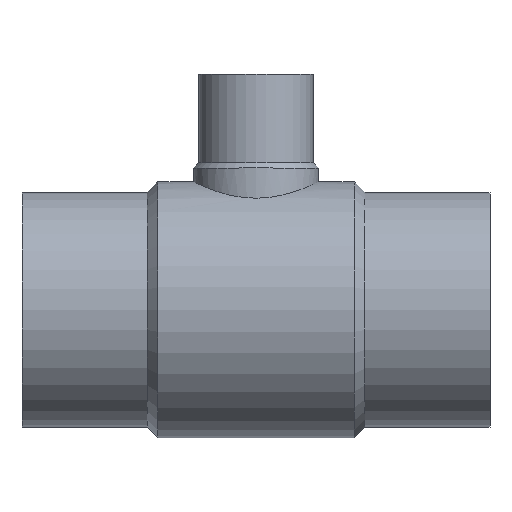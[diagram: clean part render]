
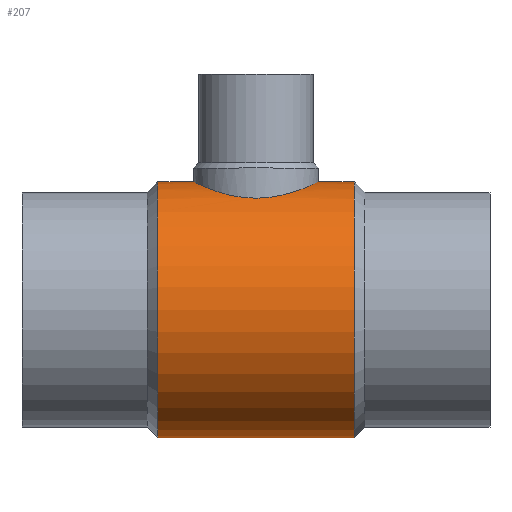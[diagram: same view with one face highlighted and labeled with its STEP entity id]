
A CAD part, top view. The second image highlights one B-rep face of the part: STEP entity #207.
In plain terms, the highlighted cylindrical face has radius 122.75 mm (diameter 245.5 mm), a partial arc.
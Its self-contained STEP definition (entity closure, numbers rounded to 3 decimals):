
#133 = VERTEX_POINT( '', #361 );
#161 = EDGE_CURVE( '', #133, #273, #390, .T. );
#173 = EDGE_CURVE( '', #285, #273, #402, .T. );
#181 = EDGE_CURVE( '', #241, #133, #410, .T. );
#193 = EDGE_CURVE( '', #225, #213, #423, .T. );
#207 = ADVANCED_FACE( '', ( #439 ), #440, .T. );
#213 = VERTEX_POINT( '', #446 );
#221 = EDGE_CURVE( '', #213, #241, #455, .T. );
#225 = VERTEX_POINT( '', #459 );
#241 = VERTEX_POINT( '', #476 );
#265 = EDGE_CURVE( '', #285, #225, #503, .T. );
#273 = VERTEX_POINT( '', #512 );
#285 = VERTEX_POINT( '', #526 );
#361 = CARTESIAN_POINT( '', ( -284.5, 122.75, 0. ) );
#390 = LINE( '', #714, #715 );
#402 = CIRCLE( '', #730, 122.75 );
#410 = B_SPLINE_CURVE_WITH_KNOTS( '', 3, ( #740, #741, #742, #743, #744, #745, #746, #747, #748, #749, #750, #751, #752, #753, #754, #755, #756, #757, #758, #759, #760, #761, #762, #763, #764, #765, #766, #767, #768, #769, #770, #771, #772, #773, #774, #775, #776, #777, #778, #779, #780, #781, #782, #783, #784, #785, #786, #787, #788, #789, #790, #791, #792, #793, #794, #795, #796, #797, #798, #799, #800, #801, #802, #803, #804, #805 ), .UNSPECIFIED., .F., .F., ( 4, 2, 2, 2, 2, 2, 2, 2, 2, 2, 2, 2, 2, 2, 2, 2, 2, 2, 2, 2, 2, 2, 2, 2, 2, 2, 2, 2, 2, 2, 2, 2, 4 ), ( 92.16, 97.913, 103.666, 109.419, 115.172, 120.924, 126.677, 132.43, 138.183, 143.95, 149.717, 155.484, 161.252, 167.019, 172.786, 178.553, 184.32, 190.087, 195.854, 201.621, 207.388, 213.155, 218.922, 224.689, 230.457, 236.209, 241.962, 247.715, 253.468, 259.221, 264.974, 270.727, 276.48 ), .UNSPECIFIED. );
#423 = CIRCLE( '', #822, 122.75 );
#439 = FACE_OUTER_BOUND( '', #877, .T. );
#440 = CYLINDRICAL_SURFACE( '', #878, 122.75 );
#446 = CARTESIAN_POINT( '', ( -130.25, 122.75, 0. ) );
#455 = LINE( '', #898, #899 );
#459 = CARTESIAN_POINT( '', ( -130.25, -122.75, 0. ) );
#476 = CARTESIAN_POINT( '', ( -164.5, 122.75, 0. ) );
#503 = LINE( '', #991, #992 );
#512 = CARTESIAN_POINT( '', ( -318.75, 122.75, 0. ) );
#526 = CARTESIAN_POINT( '', ( -318.75, -122.75, 0. ) );
#714 = CARTESIAN_POINT( '', ( -224.5, 122.75, 0. ) );
#715 = VECTOR( '', #1206, 1. );
#730 = AXIS2_PLACEMENT_3D( '', #1213, #1214, #1215 );
#740 = CARTESIAN_POINT( '', ( -164.5, 122.75, 0. ) );
#741 = CARTESIAN_POINT( '', ( -164.5, 122.75, 1.918 ) );
#742 = CARTESIAN_POINT( '', ( -164.592, 122.705, 3.863 ) );
#743 = CARTESIAN_POINT( '', ( -164.973, 122.519, 7.771 ) );
#744 = CARTESIAN_POINT( '', ( -165.261, 122.379, 9.734 ) );
#745 = CARTESIAN_POINT( '', ( -166.037, 122.006, 13.638 ) );
#746 = CARTESIAN_POINT( '', ( -166.524, 121.773, 15.581 ) );
#747 = CARTESIAN_POINT( '', ( -167.691, 121.221, 19.411 ) );
#748 = CARTESIAN_POINT( '', ( -168.372, 120.903, 21.298 ) );
#749 = CARTESIAN_POINT( '', ( -169.913, 120.195, 24.985 ) );
#750 = CARTESIAN_POINT( '', ( -170.775, 119.805, 26.787 ) );
#751 = CARTESIAN_POINT( '', ( -172.662, 118.971, 30.279 ) );
#752 = CARTESIAN_POINT( '', ( -173.688, 118.526, 31.969 ) );
#753 = CARTESIAN_POINT( '', ( -175.879, 117.603, 35.212 ) );
#754 = CARTESIAN_POINT( '', ( -177.045, 117.125, 36.765 ) );
#755 = CARTESIAN_POINT( '', ( -179.486, 116.158, 39.717 ) );
#756 = CARTESIAN_POINT( '', ( -180.761, 115.668, 41.114 ) );
#757 = CARTESIAN_POINT( '', ( -183.389, 114.7, 43.742 ) );
#758 = CARTESIAN_POINT( '', ( -184.789, 114.204, 45.019 ) );
#759 = CARTESIAN_POINT( '', ( -187.743, 113.211, 47.462 ) );
#760 = CARTESIAN_POINT( '', ( -189.297, 112.714, 48.627 ) );
#761 = CARTESIAN_POINT( '', ( -192.54, 111.743, 50.817 ) );
#762 = CARTESIAN_POINT( '', ( -194.229, 111.27, 51.842 ) );
#763 = CARTESIAN_POINT( '', ( -197.717, 110.372, 53.727 ) );
#764 = CARTESIAN_POINT( '', ( -199.516, 109.948, 54.587 ) );
#765 = CARTESIAN_POINT( '', ( -203.199, 109.17, 56.127 ) );
#766 = CARTESIAN_POINT( '', ( -205.084, 108.816, 56.807 ) );
#767 = CARTESIAN_POINT( '', ( -208.91, 108.199, 57.974 ) );
#768 = CARTESIAN_POINT( '', ( -210.85, 107.936, 58.461 ) );
#769 = CARTESIAN_POINT( '', ( -214.754, 107.512, 59.237 ) );
#770 = CARTESIAN_POINT( '', ( -216.717, 107.351, 59.526 ) );
#771 = CARTESIAN_POINT( '', ( -220.629, 107.139, 59.907 ) );
#772 = CARTESIAN_POINT( '', ( -222.578, 107.087, 60. ) );
#773 = CARTESIAN_POINT( '', ( -226.422, 107.087, 60. ) );
#774 = CARTESIAN_POINT( '', ( -228.371, 107.139, 59.907 ) );
#775 = CARTESIAN_POINT( '', ( -232.283, 107.351, 59.526 ) );
#776 = CARTESIAN_POINT( '', ( -234.246, 107.512, 59.237 ) );
#777 = CARTESIAN_POINT( '', ( -238.15, 107.936, 58.461 ) );
#778 = CARTESIAN_POINT( '', ( -240.09, 108.199, 57.974 ) );
#779 = CARTESIAN_POINT( '', ( -243.916, 108.816, 56.807 ) );
#780 = CARTESIAN_POINT( '', ( -245.801, 109.17, 56.127 ) );
#781 = CARTESIAN_POINT( '', ( -249.484, 109.948, 54.587 ) );
#782 = CARTESIAN_POINT( '', ( -251.283, 110.372, 53.727 ) );
#783 = CARTESIAN_POINT( '', ( -254.771, 111.27, 51.842 ) );
#784 = CARTESIAN_POINT( '', ( -256.46, 111.743, 50.817 ) );
#785 = CARTESIAN_POINT( '', ( -259.703, 112.714, 48.627 ) );
#786 = CARTESIAN_POINT( '', ( -261.257, 113.211, 47.462 ) );
#787 = CARTESIAN_POINT( '', ( -264.211, 114.204, 45.019 ) );
#788 = CARTESIAN_POINT( '', ( -265.611, 114.7, 43.742 ) );
#789 = CARTESIAN_POINT( '', ( -268.239, 115.668, 41.114 ) );
#790 = CARTESIAN_POINT( '', ( -269.514, 116.158, 39.717 ) );
#791 = CARTESIAN_POINT( '', ( -271.955, 117.125, 36.765 ) );
#792 = CARTESIAN_POINT( '', ( -273.121, 117.603, 35.212 ) );
#793 = CARTESIAN_POINT( '', ( -275.312, 118.526, 31.969 ) );
#794 = CARTESIAN_POINT( '', ( -276.338, 118.971, 30.279 ) );
#795 = CARTESIAN_POINT( '', ( -278.225, 119.805, 26.787 ) );
#796 = CARTESIAN_POINT( '', ( -279.087, 120.195, 24.985 ) );
#797 = CARTESIAN_POINT( '', ( -280.628, 120.903, 21.298 ) );
#798 = CARTESIAN_POINT( '', ( -281.309, 121.221, 19.411 ) );
#799 = CARTESIAN_POINT( '', ( -282.476, 121.773, 15.581 ) );
#800 = CARTESIAN_POINT( '', ( -282.963, 122.006, 13.638 ) );
#801 = CARTESIAN_POINT( '', ( -283.739, 122.379, 9.734 ) );
#802 = CARTESIAN_POINT( '', ( -284.027, 122.519, 7.771 ) );
#803 = CARTESIAN_POINT( '', ( -284.408, 122.705, 3.863 ) );
#804 = CARTESIAN_POINT( '', ( -284.5, 122.75, 1.918 ) );
#805 = CARTESIAN_POINT( '', ( -284.5, 122.75, 0. ) );
#822 = AXIS2_PLACEMENT_3D( '', #1231, #1232, #1233 );
#877 = EDGE_LOOP( '', ( #1248, #1249, #1250, #1251, #1252, #1253 ) );
#878 = AXIS2_PLACEMENT_3D( '', #1254, #1255, #1256 );
#898 = CARTESIAN_POINT( '', ( -224.5, 122.75, 0. ) );
#899 = VECTOR( '', #1271, 1. );
#991 = CARTESIAN_POINT( '', ( -224.5, -122.75, 0. ) );
#992 = VECTOR( '', #1316, 1. );
#1206 = DIRECTION( '', ( -1., 0., 0. ) );
#1213 = CARTESIAN_POINT( '', ( -318.75, 0., 0. ) );
#1214 = DIRECTION( '', ( -1., 0., 0. ) );
#1215 = DIRECTION( '', ( 0., 1., 0. ) );
#1231 = CARTESIAN_POINT( '', ( -130.25, 0., 0. ) );
#1232 = DIRECTION( '', ( -1., 0., 0. ) );
#1233 = DIRECTION( '', ( 0., 1., 0. ) );
#1248 = ORIENTED_EDGE( '', *, *, #221, .T. );
#1249 = ORIENTED_EDGE( '', *, *, #181, .T. );
#1250 = ORIENTED_EDGE( '', *, *, #161, .T. );
#1251 = ORIENTED_EDGE( '', *, *, #173, .F. );
#1252 = ORIENTED_EDGE( '', *, *, #265, .T. );
#1253 = ORIENTED_EDGE( '', *, *, #193, .T. );
#1254 = CARTESIAN_POINT( '', ( -224.5, 0., 0. ) );
#1255 = DIRECTION( '', ( 1., 0., 0. ) );
#1256 = DIRECTION( '', ( 0., 1., 0. ) );
#1271 = DIRECTION( '', ( -1., 0., 0. ) );
#1316 = DIRECTION( '', ( 1., 0., 0. ) );
